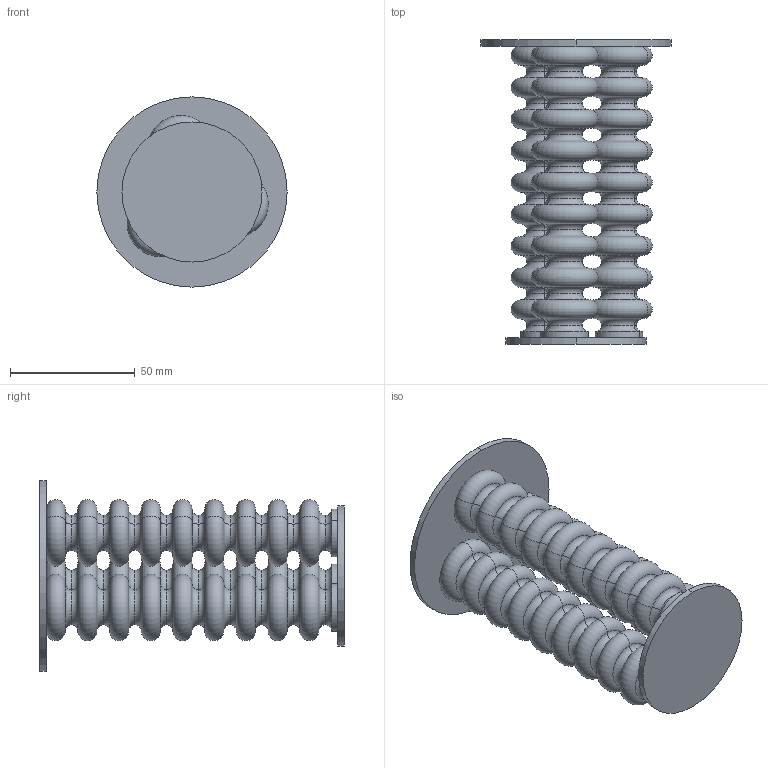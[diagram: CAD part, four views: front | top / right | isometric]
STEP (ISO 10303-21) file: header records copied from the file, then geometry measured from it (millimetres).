
FILE_DESCRIPTION (( 'STEP AP214' ), '1' );
FILE_NAME ('BellowArm.STEP', '2019-07-31T15:17:52', ( '' ), ( '' ), 'SwSTEP 2.0', 'SolidWorks 2018', '' );
FILE_SCHEMA (( 'AUTOMOTIVE_DESIGN' ));
Length unit declared in the file: inch
Products named in the file (1): BellowArm
Bounding box: 76.2 x 121.92 x 76.2 mm (x, y, z)
Volume: 91819.9 mm3; surface area: 74570.8 mm2
Topology: 5 solids, 5 shells, 350 faces, 702 edges, 356 vertices
Faces by surface type: torus 324, cylinder 22, plane 4
Entity records: 9278 total; most frequent: DIRECTION 2084, CARTESIAN_POINT 1409, ORIENTED_EDGE 1404, AXIS2_PLACEMENT_3D 1031, EDGE_CURVE 702, CIRCLE 680, EDGE_LOOP 356, VERTEX_POINT 356
